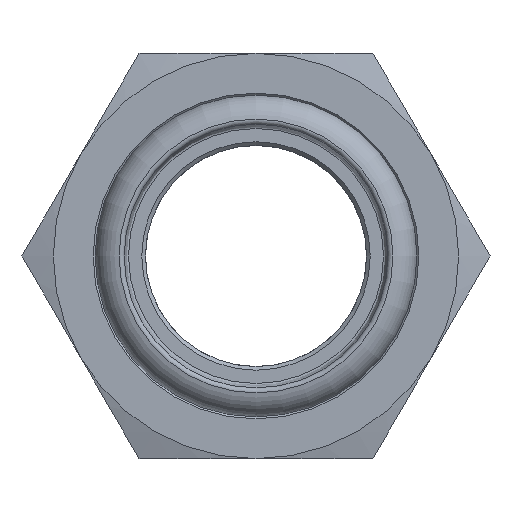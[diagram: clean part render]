
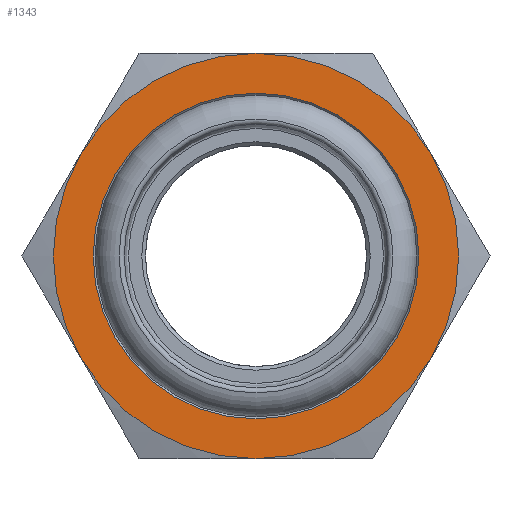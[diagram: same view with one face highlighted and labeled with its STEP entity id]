
A CAD part, front view. The second image highlights one B-rep face of the part: STEP entity #1343.
In plain terms, the highlighted planar face has unit normal (0, -1, 0).
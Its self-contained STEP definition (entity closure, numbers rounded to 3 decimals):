
#73=FACE_BOUND('',#387,.T.);
#93=PLANE('',#1553);
#291=FACE_OUTER_BOUND('',#386,.T.);
#386=EDGE_LOOP('',(#1180,#1181,#1182,#1183,#1184,#1185));
#387=EDGE_LOOP('',(#1186));
#513=CIRCLE('',#1552,22.1);
#514=CIRCLE('',#1554,27.5);
#515=CIRCLE('',#1555,27.5);
#516=CIRCLE('',#1556,27.5);
#517=CIRCLE('',#1557,27.5);
#518=CIRCLE('',#1558,27.5);
#519=CIRCLE('',#1559,27.5);
#632=VERTEX_POINT('',#2409);
#633=VERTEX_POINT('',#2413);
#634=VERTEX_POINT('',#2414);
#635=VERTEX_POINT('',#2416);
#636=VERTEX_POINT('',#2418);
#637=VERTEX_POINT('',#2420);
#638=VERTEX_POINT('',#2422);
#816=EDGE_CURVE('',#632,#632,#513,.T.);
#818=EDGE_CURVE('',#633,#634,#514,.T.);
#819=EDGE_CURVE('',#635,#633,#515,.T.);
#820=EDGE_CURVE('',#636,#635,#516,.T.);
#821=EDGE_CURVE('',#637,#636,#517,.T.);
#822=EDGE_CURVE('',#638,#637,#518,.T.);
#823=EDGE_CURVE('',#634,#638,#519,.T.);
#1180=ORIENTED_EDGE('',*,*,#818,.F.);
#1181=ORIENTED_EDGE('',*,*,#819,.F.);
#1182=ORIENTED_EDGE('',*,*,#820,.F.);
#1183=ORIENTED_EDGE('',*,*,#821,.F.);
#1184=ORIENTED_EDGE('',*,*,#822,.F.);
#1185=ORIENTED_EDGE('',*,*,#823,.F.);
#1186=ORIENTED_EDGE('',*,*,#816,.F.);
#1343=ADVANCED_FACE('',(#291,#73),#93,.T.);
#1552=AXIS2_PLACEMENT_3D('',#2410,#1955,#1956);
#1553=AXIS2_PLACEMENT_3D('',#2412,#1958,#1959);
#1554=AXIS2_PLACEMENT_3D('',#2415,#1960,#1961);
#1555=AXIS2_PLACEMENT_3D('',#2417,#1962,#1963);
#1556=AXIS2_PLACEMENT_3D('',#2419,#1964,#1965);
#1557=AXIS2_PLACEMENT_3D('',#2421,#1966,#1967);
#1558=AXIS2_PLACEMENT_3D('',#2423,#1968,#1969);
#1559=AXIS2_PLACEMENT_3D('',#2424,#1970,#1971);
#1955=DIRECTION('center_axis',(0.,-1.,0.));
#1956=DIRECTION('ref_axis',(0.,0.,
1.));
#1958=DIRECTION('center_axis',(0.,-1.,0.));
#1959=DIRECTION('ref_axis',(0.,0.,
1.));
#1960=DIRECTION('center_axis',(0.,1.,0.));
#1961=DIRECTION('ref_axis',(0.,0.,-1.));
#1962=DIRECTION('center_axis',(0.,1.,0.));
#1963=DIRECTION('ref_axis',(0.,0.,-1.));
#1964=DIRECTION('center_axis',(0.,1.,0.));
#1965=DIRECTION('ref_axis',(0.,0.,-1.));
#1966=DIRECTION('center_axis',(0.,1.,0.));
#1967=DIRECTION('ref_axis',(0.,0.,-1.));
#1968=DIRECTION('center_axis',(0.,1.,0.));
#1969=DIRECTION('ref_axis',(0.,0.,-1.));
#1970=DIRECTION('center_axis',(0.,1.,0.));
#1971=DIRECTION('ref_axis',(0.,0.,-1.));
#2409=CARTESIAN_POINT('',(0.,29.108,-22.1));
#2410=CARTESIAN_POINT('Origin',(0.,29.108,
0.));
#2412=CARTESIAN_POINT('Origin',(0.,29.108,-24.3));
#2413=CARTESIAN_POINT('',(0.,29.108,-27.5));
#2414=CARTESIAN_POINT('',(-23.816,29.108,-13.75));
#2415=CARTESIAN_POINT('Origin',(0.,29.108,
0.));
#2416=CARTESIAN_POINT('',(23.816,29.108,-13.75));
#2417=CARTESIAN_POINT('Origin',(0.,29.108,
0.));
#2418=CARTESIAN_POINT('',(23.816,29.108,13.75));
#2419=CARTESIAN_POINT('Origin',(0.,29.108,
0.));
#2420=CARTESIAN_POINT('',(0.,29.108,27.5));
#2421=CARTESIAN_POINT('Origin',(0.,29.108,
0.));
#2422=CARTESIAN_POINT('',(-23.816,29.108,13.75));
#2423=CARTESIAN_POINT('Origin',(0.,29.108,
0.));
#2424=CARTESIAN_POINT('Origin',(0.,29.108,
0.));
